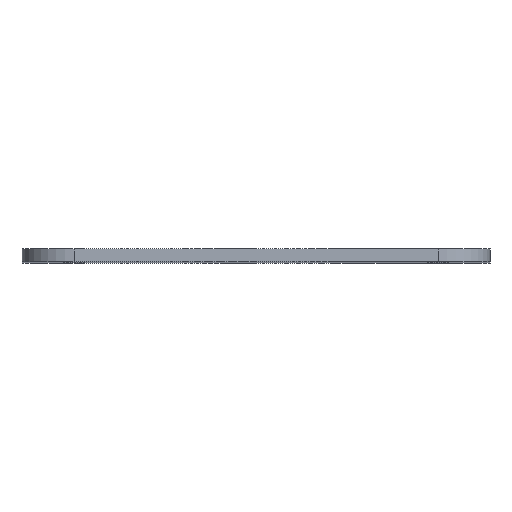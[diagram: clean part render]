
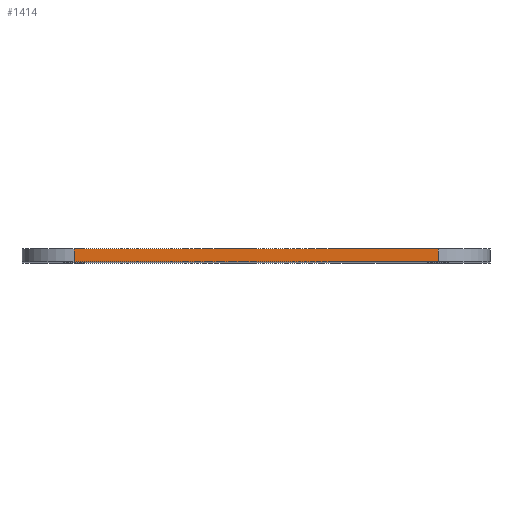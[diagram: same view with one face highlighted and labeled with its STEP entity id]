
A CAD part, top view. The second image highlights one B-rep face of the part: STEP entity #1414.
In plain terms, the highlighted planar face has unit normal (0, 0, 1).
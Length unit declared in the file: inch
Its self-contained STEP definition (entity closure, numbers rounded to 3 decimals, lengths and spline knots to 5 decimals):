
#16 = PLANE ( 'NONE',  #165 ) ;
#133 = DIRECTION ( 'NONE',  ( -1., 0., 0. ) ) ;
#165 = AXIS2_PLACEMENT_3D ( 'NONE', #1070, #253, #133 ) ;
#193 = LINE ( 'NONE', #942, #755 ) ;
#233 = LINE ( 'NONE', #923, #377 ) ;
#253 = DIRECTION ( 'NONE',  ( 0., 0., -1. ) ) ;
#310 = CARTESIAN_POINT ( 'NONE',  ( -1.75, 0., 3.5 ) ) ;
#377 = VECTOR ( 'NONE', #1516, 39.37008 ) ;
#480 = EDGE_LOOP ( 'NONE', ( #556, #1173, #607, #1144 ) ) ;
#489 = EDGE_CURVE ( 'NONE', #1419, #685, #662, .T. ) ;
#491 = VECTOR ( 'NONE', #1235, 39.37008 ) ;
#526 = CARTESIAN_POINT ( 'NONE',  ( -1.75, 0.125, 3.5 ) ) ;
#556 = ORIENTED_EDGE ( 'NONE', *, *, #1174, .T. ) ;
#607 = ORIENTED_EDGE ( 'NONE', *, *, #762, .F. ) ;
#632 = CARTESIAN_POINT ( 'NONE',  ( 1.75, 0.125, 3.5 ) ) ;
#662 = LINE ( 'NONE', #526, #1528 ) ;
#685 = VERTEX_POINT ( 'NONE', #310 ) ;
#712 = CARTESIAN_POINT ( 'NONE',  ( -1.75, 0.125, 3.5 ) ) ;
#730 = CARTESIAN_POINT ( 'NONE',  ( 1.75, 0., 3.5 ) ) ;
#755 = VECTOR ( 'NONE', #1177, 39.37008 ) ;
#762 = EDGE_CURVE ( 'NONE', #1419, #1511, #233, .T. ) ;
#784 = EDGE_CURVE ( 'NONE', #793, #1511, #193, .T. ) ;
#793 = VERTEX_POINT ( 'NONE', #730 ) ;
#888 = FACE_OUTER_BOUND ( 'NONE', #480, .T. ) ;
#923 = CARTESIAN_POINT ( 'NONE',  ( -2.25, 0.125, 3.5 ) ) ;
#942 = CARTESIAN_POINT ( 'NONE',  ( 1.75, 0.125, 3.5 ) ) ;
#1002 = CARTESIAN_POINT ( 'NONE',  ( -2.25, 0., 3.5 ) ) ;
#1070 = CARTESIAN_POINT ( 'NONE',  ( -2.25, 0.125, 3.5 ) ) ;
#1144 = ORIENTED_EDGE ( 'NONE', *, *, #489, .T. ) ;
#1173 = ORIENTED_EDGE ( 'NONE', *, *, #784, .T. ) ;
#1174 = EDGE_CURVE ( 'NONE', #685, #793, #1379, .T. ) ;
#1177 = DIRECTION ( 'NONE',  ( 0., 1., 0. ) ) ;
#1235 = DIRECTION ( 'NONE',  ( 1., 0., 0. ) ) ;
#1238 = DIRECTION ( 'NONE',  ( 0., -1., 0. ) ) ;
#1379 = LINE ( 'NONE', #1002, #491 ) ;
#1414 = ADVANCED_FACE ( 'NONE', ( #888 ), #16, .F. ) ;
#1419 = VERTEX_POINT ( 'NONE', #712 ) ;
#1511 = VERTEX_POINT ( 'NONE', #632 ) ;
#1516 = DIRECTION ( 'NONE',  ( 1., 0., 0. ) ) ;
#1528 = VECTOR ( 'NONE', #1238, 39.37008 ) ;
